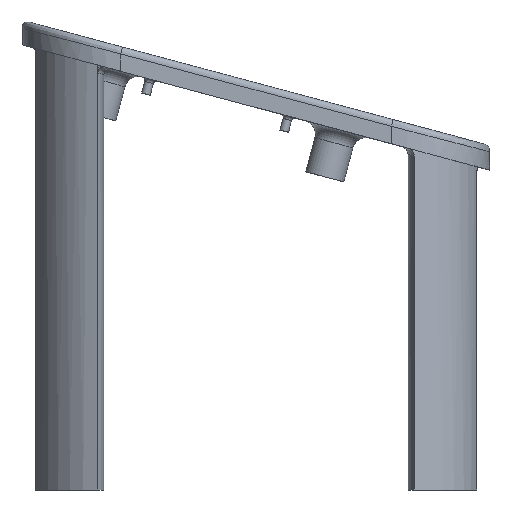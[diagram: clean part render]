
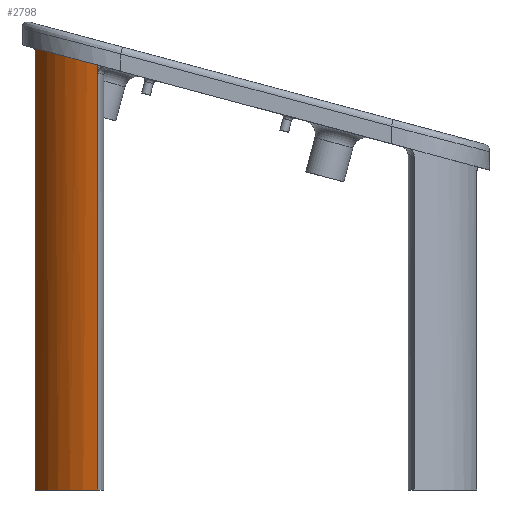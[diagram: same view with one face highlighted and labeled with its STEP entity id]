
A CAD part, left-side view. The second image highlights one B-rep face of the part: STEP entity #2798.
In plain terms, the highlighted cylindrical face has radius 18 mm (diameter 36 mm), a partial arc.
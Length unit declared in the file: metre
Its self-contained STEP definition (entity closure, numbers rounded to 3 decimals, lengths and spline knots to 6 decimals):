
#30=CYLINDRICAL_SURFACE('',#3040,0.018);
#271=CIRCLE('',#3041,0.018);
#391=ELLIPSE('',#2927,0.018635,0.018);
#495=FACE_OUTER_BOUND('',#704,.T.);
#704=EDGE_LOOP('',(#2322,#2323,#2324,#2325,#2326,#2327));
#908=LINE('',#5846,#1088);
#909=LINE('',#5849,#1089);
#910=LINE('',#5851,#1090);
#931=LINE('',#6515,#1111);
#1088=VECTOR('',#3497,1.);
#1089=VECTOR('',#3500,1.);
#1090=VECTOR('',#3501,1.);
#1111=VECTOR('',#3586,1.);
#1214=VERTEX_POINT('',#4051);
#1215=VERTEX_POINT('',#4053);
#1320=VERTEX_POINT('',#5295);
#1338=VERTEX_POINT('',#5794);
#1341=VERTEX_POINT('',#5848);
#1342=VERTEX_POINT('',#5850);
#1481=EDGE_CURVE('',#1214,#1215,#391,.T.);
#1666=EDGE_CURVE('',#1214,#1338,#908,.T.);
#1667=EDGE_CURVE('',#1338,#1341,#909,.T.);
#1668=EDGE_CURVE('',#1320,#1342,#910,.T.);
#1727=EDGE_CURVE('',#1215,#1320,#931,.T.);
#1728=EDGE_CURVE('',#1341,#1342,#271,.T.);
#2322=ORIENTED_EDGE('',*,*,#1481,.F.);
#2323=ORIENTED_EDGE('',*,*,#1666,.T.);
#2324=ORIENTED_EDGE('',*,*,#1667,.T.);
#2325=ORIENTED_EDGE('',*,*,#1728,.T.);
#2326=ORIENTED_EDGE('',*,*,#1668,.F.);
#2327=ORIENTED_EDGE('',*,*,#1727,.F.);
#2798=ADVANCED_FACE('',(#495),#30,.T.);
#2927=AXIS2_PLACEMENT_3D('',#4054,#3258,#3259);
#3040=AXIS2_PLACEMENT_3D('',#6516,#3587,#3588);
#3041=AXIS2_PLACEMENT_3D('',#6517,#3589,#3590);
#3258=DIRECTION('center_axis',(0.,-0.259,
0.966));
#3259=DIRECTION('ref_axis',(0.,-0.966,-0.259));
#3497=DIRECTION('',(0.,0.,-1.));
#3500=DIRECTION('',(0.,0.,-1.));
#3501=DIRECTION('',(0.,0.,-1.));
#3586=DIRECTION('',(0.,0.,-1.));
#3587=DIRECTION('center_axis',(0.,0.,-1.));
#3588=DIRECTION('ref_axis',(-1.,0.,0.));
#3589=DIRECTION('center_axis',(0.,0.,1.));
#3590=DIRECTION('ref_axis',(1.,0.,0.));
#4051=CARTESIAN_POINT('',(-0.032204,0.044874,0.105119));
#4053=CARTESIAN_POINT('',(-0.044874,0.032204,0.101724));
#4054=CARTESIAN_POINT('Origin',(-0.0275,0.0275,0.100463));
#5295=CARTESIAN_POINT('',(-0.044874,0.032204,0.100104));
#5794=CARTESIAN_POINT('',(-0.032204,0.044874,0.103753));
#5846=CARTESIAN_POINT('',(-0.032204,0.044874,0.110486));
#5848=CARTESIAN_POINT('',(-0.032204,0.044874,0.0153));
#5849=CARTESIAN_POINT('',(-0.032204,0.044874,0.110486));
#5850=CARTESIAN_POINT('',(-0.044874,0.032204,0.0153));
#5851=CARTESIAN_POINT('',(-0.044874,0.032204,0.110486));
#6515=CARTESIAN_POINT('',(-0.044874,0.032204,0.110486));
#6516=CARTESIAN_POINT('Origin',(-0.0275,0.0275,0.110486));
#6517=CARTESIAN_POINT('Origin',(-0.0275,0.0275,0.0153));
